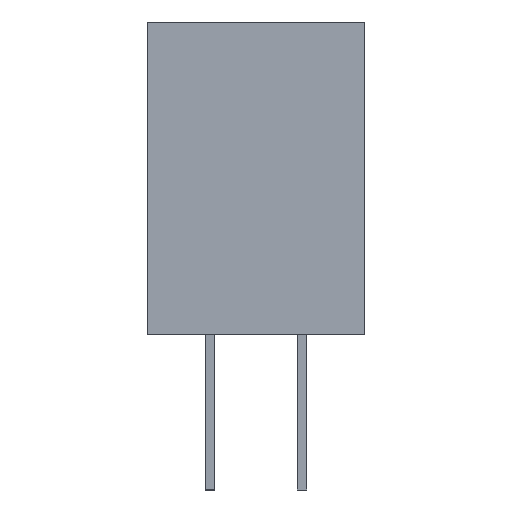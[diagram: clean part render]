
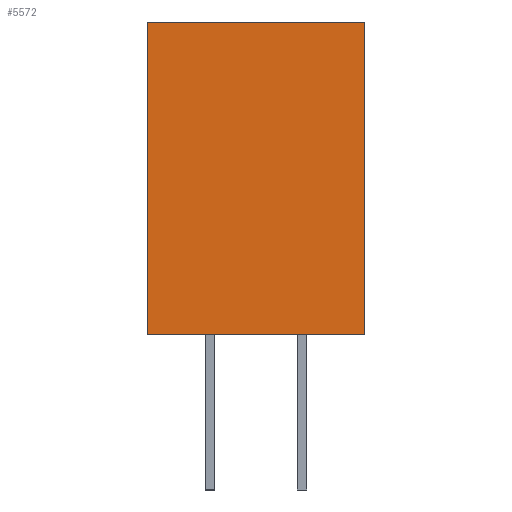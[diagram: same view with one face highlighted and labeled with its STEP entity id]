
A CAD part, left-side view. The second image highlights one B-rep face of the part: STEP entity #5572.
In plain terms, the highlighted planar face has unit normal (-1, 0, 0).
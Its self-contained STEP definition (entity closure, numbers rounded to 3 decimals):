
#368=FACE_OUTER_BOUND('',#708,.T.);
#708=EDGE_LOOP('',(#3906,#3907,#3908,#3909));
#1047=LINE('',#7607,#1791);
#1050=LINE('',#7612,#1794);
#1172=LINE('',#7856,#1916);
#1173=LINE('',#7858,#1917);
#1791=VECTOR('',#6231,10.);
#1794=VECTOR('',#6236,10.);
#1916=VECTOR('',#6360,10.);
#1917=VECTOR('',#6363,10.);
#2534=VERTEX_POINT('',#7604);
#2535=VERTEX_POINT('',#7606);
#2536=VERTEX_POINT('',#7610);
#2657=VERTEX_POINT('',#7854);
#3031=EDGE_CURVE('',#2535,#2534,#1047,.T.);
#3034=EDGE_CURVE('',#2536,#2534,#1050,.T.);
#3156=EDGE_CURVE('',#2657,#2536,#1172,.F.);
#3157=EDGE_CURVE('',#2535,#2657,#1173,.T.);
#3906=ORIENTED_EDGE('',*,*,#3157,.F.);
#3907=ORIENTED_EDGE('',*,*,#3031,.T.);
#3908=ORIENTED_EDGE('',*,*,#3034,.F.);
#3909=ORIENTED_EDGE('',*,*,#3156,.F.);
#5262=PLANE('',#5909);
#5572=ADVANCED_FACE('',(#368),#5262,.T.);
#5909=AXIS2_PLACEMENT_3D('',#7857,#6361,#6362);
#6231=DIRECTION('',(0.,0.,1.));
#6236=DIRECTION('',(0.,-1.,0.));
#6360=DIRECTION('',(0.,0.,-1.));
#6361=DIRECTION('center_axis',(-1.,0.,0.));
#6362=DIRECTION('ref_axis',(0.,-1.,0.));
#6363=DIRECTION('',(0.,1.,0.));
#7604=CARTESIAN_POINT('',(-0.826,-2.135,4.3));
#7606=CARTESIAN_POINT('',(-0.826,-2.135,0.));
#7607=CARTESIAN_POINT('',(-0.826,-2.135,3.048));
#7610=CARTESIAN_POINT('',(-0.826,0.865,4.3));
#7612=CARTESIAN_POINT('',(-0.826,-0.476,4.3));
#7854=CARTESIAN_POINT('',(-0.826,0.865,0.));
#7856=CARTESIAN_POINT('',(-0.826,0.865,3.048));
#7857=CARTESIAN_POINT('Origin',(-0.826,-0.318,1.905));
#7858=CARTESIAN_POINT('',(-0.826,-0.476,0.));
